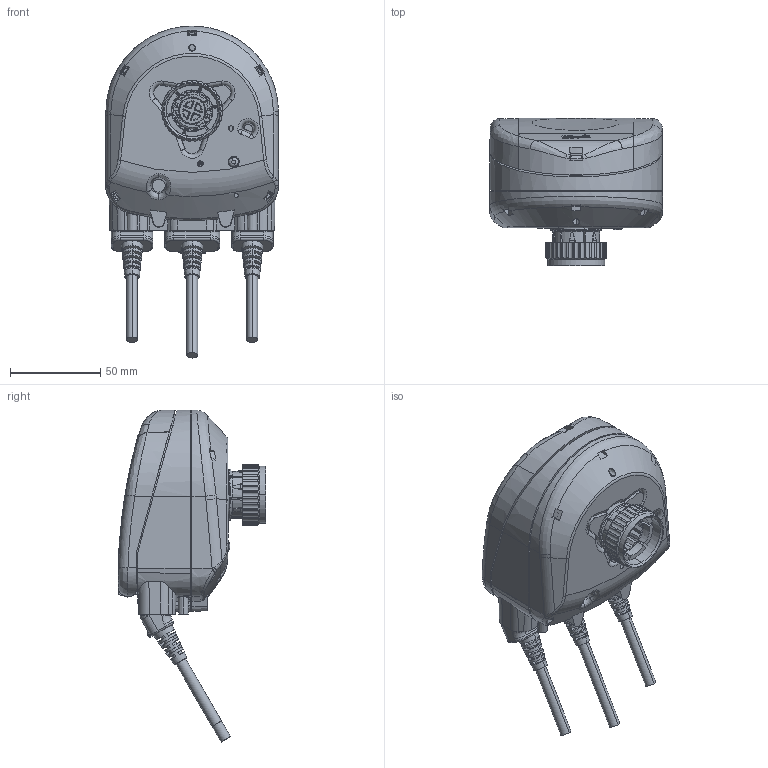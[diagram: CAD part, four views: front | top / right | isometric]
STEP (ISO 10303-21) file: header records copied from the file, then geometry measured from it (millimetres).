
FILE_DESCRIPTION((''),'2;1');
FILE_NAME('003Z8503_NCS_CO6_SW1','2023-08-16T10:54:06',('SICO0048'),('Danfoss'),'CREO PARAMETRIC BY PTC INC, 2022124','CREO PARAMETRIC BY PTC INC, 2022124','');
FILE_SCHEMA(('AP242_MANAGED_MODEL_BASED_3D_ENGINEERING_MIM_LF { 1 0 10303 442 1 1 4 }'));
Length unit declared in the file: millimetre
Products named in the file (1): 003Z8503_NCS_CO6_SW1
Bounding box: 96.35 x 81.89 x 184.04 mm (x, y, z)
Surface area: 153816 mm2 (no closed solid volume)
Topology: 0 solids, 61 shells, 4173 faces, 14782 edges, 10355 vertices
Faces by surface type: plane 2022, cylinder 889, cone 615, bspline 361, torus 223, sphere 30, extrusion 29, revolution 4
Entity records: 202439 total; most frequent: CARTESIAN_POINT 75713, ORIENTED_EDGE 25281, DIRECTION 20719, EDGE_CURVE 14749, VERTEX_POINT 10356, VECTOR 7453, LINE 7424, AXIS2_PLACEMENT_3D 6631
